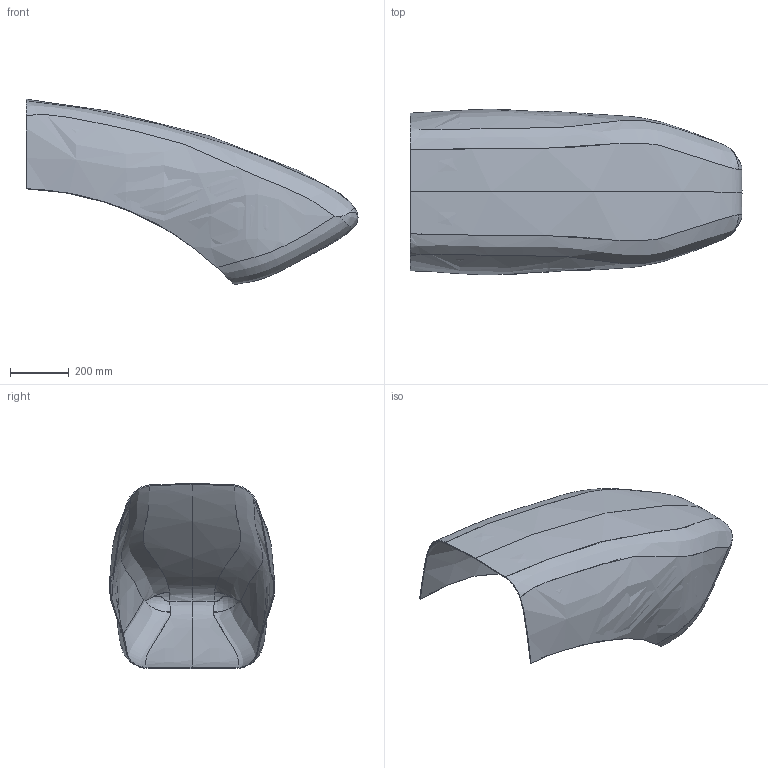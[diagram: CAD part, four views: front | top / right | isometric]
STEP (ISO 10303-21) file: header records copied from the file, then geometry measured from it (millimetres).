
FILE_DESCRIPTION(('CATIA V5 STEP Exchange'),'2;1');
FILE_NAME('Nez.stp','2018-03-26T08:22:48+00:00',('none'),('none'),'CATIA Version 5 Release 19 SP 2 (IN-10)','CATIA V5 STEP AP203','none');
FILE_SCHEMA(('CONFIG_CONTROL_DESIGN'));
Products named in the file (1): Nez carrosserie
Bounding box: 1129.96 x 564.4 x 631.16 mm (x, y, z)
Volume: 4145366.9 mm3; surface area: 2748250 mm2
Topology: 1 solids, 1 shells, 42 faces, 274 edges, 434 vertices
Faces by surface type: bspline 42
Entity records: 33568 total; most frequent: CARTESIAN_POINT 31940, ORIENTED_EDGE 212, COMPOSITE_CURVE_SEGMENT 168, TRIMMED_CURVE 168, DIRECTION 138, COMPOSITE_CURVE 138, B_SPLINE_CURVE_WITH_KNOTS 136, VECTOR 129
